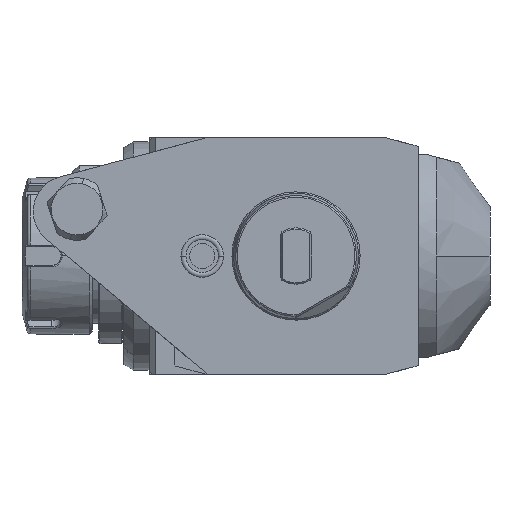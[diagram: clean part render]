
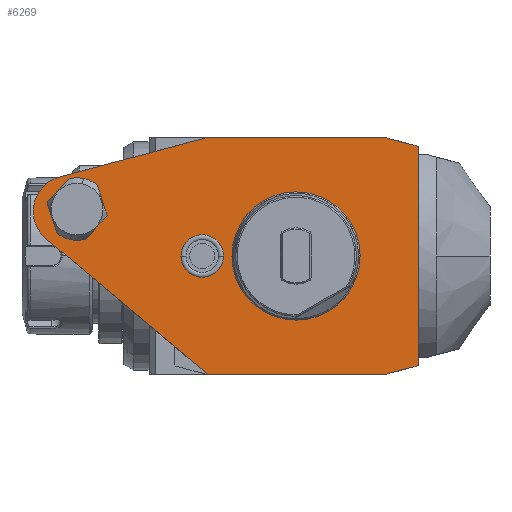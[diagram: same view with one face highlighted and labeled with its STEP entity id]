
A CAD part, front view. The second image highlights one B-rep face of the part: STEP entity #6269.
In plain terms, the highlighted planar face has unit normal (0, -1, 0).
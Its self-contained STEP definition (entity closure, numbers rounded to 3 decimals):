
#1=DIRECTION('',(-0.966,0.,-0.259));
#2=VECTOR('',#1,49.264);
#3=CARTESIAN_POINT('',(-28.,0.,38.));
#4=LINE('',#3,#2);
#5=DIRECTION('',(-1.,0.,0.));
#6=VECTOR('',#5,56.);
#7=CARTESIAN_POINT('',(28.,0.,38.));
#8=LINE('',#7,#6);
#9=DIRECTION('',(-0.966,0.,0.259));
#10=VECTOR('',#9,11.388);
#11=CARTESIAN_POINT('',(39.,0.,35.053));
#12=LINE('',#11,#10);
#13=DIRECTION('',(0.,0.,1.));
#14=VECTOR('',#13,70.105);
#15=CARTESIAN_POINT('',(39.,0.,-35.053));
#16=LINE('',#15,#14);
#17=DIRECTION('',(0.966,0.,0.259));
#18=VECTOR('',#17,11.388);
#19=CARTESIAN_POINT('',(28.,0.,-38.));
#20=LINE('',#19,#18);
#21=DIRECTION('',(1.,0.,0.));
#22=VECTOR('',#21,56.);
#23=CARTESIAN_POINT('',(-28.,0.,-38.));
#24=LINE('',#23,#22);
#25=DIRECTION('',(0.766,0.,-0.643));
#26=VECTOR('',#25,67.809);
#27=CARTESIAN_POINT('',(-79.945,0.,5.587));
#28=LINE('',#27,#26);
#29=CARTESIAN_POINT('',(-72.647,0.,14.283));
#30=DIRECTION('',(0.,-1.,0.));
#31=DIRECTION('',(-0.259,0.,0.966));
#32=AXIS2_PLACEMENT_3D('',#29,#30,#31);
#34=CARTESIAN_POINT('',(-30.,0.,0.));
#35=DIRECTION('',(0.,1.,0.));
#36=DIRECTION('',(-1.,0.,0.));
#37=AXIS2_PLACEMENT_3D('',#34,#35,#36);
#39=CARTESIAN_POINT('',(-30.,0.,0.));
#40=DIRECTION('',(0.,1.,0.));
#41=DIRECTION('',(1.,0.,0.));
#42=AXIS2_PLACEMENT_3D('',#39,#40,#41);
#4067=CARTESIAN_POINT('',(-70.,0.,15.));
#4068=DIRECTION('',(0.,-1.,0.));
#4069=DIRECTION('',(0.647,0.,0.763));
#4070=AXIS2_PLACEMENT_3D('',#4067,#4068,#4069);
#4090=DIRECTION('',(0.307,0.,-0.952));
#4091=VECTOR('',#4090,10.175);
#4092=CARTESIAN_POINT('',(-63.531,0.,22.626));
#4093=LINE('',#4092,#4091);
#4094=DIRECTION('',(-0.67,0.,-0.742));
#4095=VECTOR('',#4094,10.175);
#4096=CARTESIAN_POINT('',(-60.403,0.,12.943));
#4097=LINE('',#4096,#4095);
#4102=CARTESIAN_POINT('',(-70.,0.,15.));
#4103=DIRECTION('',(0.,-1.,0.));
#4104=DIRECTION('',(-0.647,0.,-0.763));
#4105=AXIS2_PLACEMENT_3D('',#4102,#4103,#4104);
#4125=DIRECTION('',(-0.307,0.,0.952));
#4126=VECTOR('',#4125,10.175);
#4127=CARTESIAN_POINT('',(-76.469,0.,7.374));
#4128=LINE('',#4127,#4126);
#4129=DIRECTION('',(0.67,0.,0.742));
#4130=VECTOR('',#4129,10.175);
#4131=CARTESIAN_POINT('',(-79.597,0.,17.057));
#4132=LINE('',#4131,#4130);
#4271=CARTESIAN_POINT('',(0.,0.,0.));
#4272=DIRECTION('',(0.,1.,0.));
#4273=DIRECTION('',(1.,0.,0.));
#4274=AXIS2_PLACEMENT_3D('',#4271,#4272,#4273);
#4276=CARTESIAN_POINT('',(0.,0.,0.));
#4277=DIRECTION('',(0.,1.,0.));
#4278=DIRECTION('',(-1.,0.,0.));
#4279=AXIS2_PLACEMENT_3D('',#4276,#4277,#4278);
#5667=CARTESIAN_POINT('',(-36.8,0.,0.));
#5668=CARTESIAN_POINT('',(-23.2,0.,0.));
#5669=VERTEX_POINT('',#5667);
#5670=VERTEX_POINT('',#5668);
#6045=CARTESIAN_POINT('',(-28.,0.,-38.));
#6046=CARTESIAN_POINT('',(28.,0.,-38.));
#6047=VERTEX_POINT('',#6045);
#6048=VERTEX_POINT('',#6046);
#6049=CARTESIAN_POINT('',(39.,0.,-35.053));
#6050=VERTEX_POINT('',#6049);
#6051=CARTESIAN_POINT('',(39.,0.,35.053));
#6052=VERTEX_POINT('',#6051);
#6053=CARTESIAN_POINT('',(28.,0.,38.));
#6054=VERTEX_POINT('',#6053);
#6055=CARTESIAN_POINT('',(-28.,0.,38.));
#6056=VERTEX_POINT('',#6055);
#6057=CARTESIAN_POINT('',(-75.585,0.,25.25));
#6058=VERTEX_POINT('',#6057);
#6059=CARTESIAN_POINT('',(-79.945,0.,
5.587));
#6060=VERTEX_POINT('',#6059);
#6089=CARTESIAN_POINT('',(19.853,0.,0.));
#6090=CARTESIAN_POINT('',(-19.853,0.,0.));
#6091=VERTEX_POINT('',#6089);
#6092=VERTEX_POINT('',#6090);
#6101=CARTESIAN_POINT('',(-63.531,0.,22.626));
#6102=CARTESIAN_POINT('',(-72.776,0.,24.607));
#6103=VERTEX_POINT('',#6101);
#6104=VERTEX_POINT('',#6102);
#6105=CARTESIAN_POINT('',(-76.469,0.,7.374));
#6106=CARTESIAN_POINT('',(-67.224,0.,5.393));
#6107=VERTEX_POINT('',#6105);
#6108=VERTEX_POINT('',#6106);
#6109=CARTESIAN_POINT('',(-79.597,0.,17.057));
#6110=VERTEX_POINT('',#6109);
#6111=CARTESIAN_POINT('',(-60.403,0.,12.943));
#6112=VERTEX_POINT('',#6111);
#6220=CARTESIAN_POINT('',(0.,0.,0.));
#6221=DIRECTION('',(0.,-1.,0.));
#6222=DIRECTION('',(-1.,0.,0.));
#6223=AXIS2_PLACEMENT_3D('',#6220,#6221,#6222);
#6224=PLANE('',#6223);
#6226=ORIENTED_EDGE('',*,*,#6225,.F.);
#6228=ORIENTED_EDGE('',*,*,#6227,.F.);
#6230=ORIENTED_EDGE('',*,*,#6229,.F.);
#6232=ORIENTED_EDGE('',*,*,#6231,.F.);
#6234=ORIENTED_EDGE('',*,*,#6233,.F.);
#6236=ORIENTED_EDGE('',*,*,#6235,.F.);
#6238=ORIENTED_EDGE('',*,*,#6237,.F.);
#6240=ORIENTED_EDGE('',*,*,#6239,.F.);
#6241=EDGE_LOOP('',(#6226,#6228,#6230,#6232,#6234,#6236,#6238,#6240));
#6242=FACE_OUTER_BOUND('',#6241,.F.);
#6244=ORIENTED_EDGE('',*,*,#6243,.T.);
#6246=ORIENTED_EDGE('',*,*,#6245,.F.);
#6248=ORIENTED_EDGE('',*,*,#6247,.F.);
#6250=ORIENTED_EDGE('',*,*,#6249,.T.);
#6252=ORIENTED_EDGE('',*,*,#6251,.F.);
#6254=ORIENTED_EDGE('',*,*,#6253,.F.);
#6255=EDGE_LOOP('',(#6244,#6246,#6248,#6250,#6252,#6254));
#6256=FACE_BOUND('',#6255,.F.);
#6258=ORIENTED_EDGE('',*,*,#6257,.F.);
#6260=ORIENTED_EDGE('',*,*,#6259,.F.);
#6261=EDGE_LOOP('',(#6258,#6260));
#6262=FACE_BOUND('',#6261,.F.);
#6264=ORIENTED_EDGE('',*,*,#6263,.F.);
#6266=ORIENTED_EDGE('',*,*,#6265,.F.);
#6267=EDGE_LOOP('',(#6264,#6266));
#6268=FACE_BOUND('',#6267,.F.);
#33=CIRCLE('',#32,11.353);
#38=CIRCLE('',#37,6.8);
#43=CIRCLE('',#42,6.8);
#4071=CIRCLE('',#4070,10.);
#4106=CIRCLE('',#4105,10.);
#4275=CIRCLE('',#4274,19.853);
#4280=CIRCLE('',#4279,19.853);
#6225=EDGE_CURVE('',#6056,#6058,#4,.T.);
#6227=EDGE_CURVE('',#6054,#6056,#8,.T.);
#6229=EDGE_CURVE('',#6052,#6054,#12,.T.);
#6231=EDGE_CURVE('',#6050,#6052,#16,.T.);
#6233=EDGE_CURVE('',#6048,#6050,#20,.T.);
#6235=EDGE_CURVE('',#6047,#6048,#24,.T.);
#6237=EDGE_CURVE('',#6060,#6047,#28,.T.);
#6239=EDGE_CURVE('',#6058,#6060,#33,.T.);
#6243=EDGE_CURVE('',#6103,#6104,#4071,.T.);
#6245=EDGE_CURVE('',#6110,#6104,#4132,.T.);
#6247=EDGE_CURVE('',#6107,#6110,#4128,.T.);
#6249=EDGE_CURVE('',#6107,#6108,#4106,.T.);
#6251=EDGE_CURVE('',#6112,#6108,#4097,.T.);
#6253=EDGE_CURVE('',#6103,#6112,#4093,.T.);
#6257=EDGE_CURVE('',#6091,#6092,#4275,.T.);
#6259=EDGE_CURVE('',#6092,#6091,#4280,.T.);
#6263=EDGE_CURVE('',#5669,#5670,#38,.T.);
#6265=EDGE_CURVE('',#5670,#5669,#43,.T.);
#6269=ADVANCED_FACE('',(#6242,#6256,#6262,#6268),#6224,.T.);
